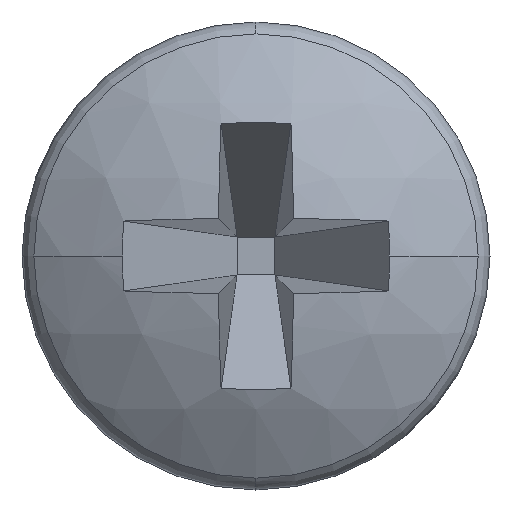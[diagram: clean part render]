
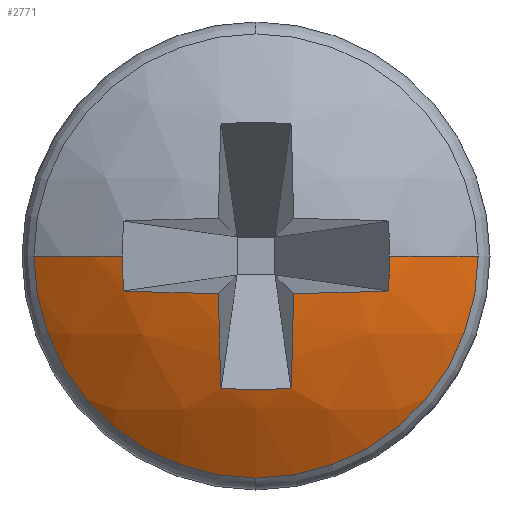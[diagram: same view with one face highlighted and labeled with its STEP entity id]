
A CAD part, left-side view. The second image highlights one B-rep face of the part: STEP entity #2771.
In plain terms, the highlighted spherical face has radius 3.495 mm.
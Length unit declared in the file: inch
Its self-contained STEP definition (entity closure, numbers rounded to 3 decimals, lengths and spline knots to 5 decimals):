
#72 = VERTEX_POINT ( 'NONE', #1266 ) ;
#169 = DIRECTION ( 'NONE',  ( 0., 1., 0. ) ) ;
#220 = DIRECTION ( 'NONE',  ( 0., 0., -1. ) ) ;
#319 = EDGE_CURVE ( 'NONE', #1136, #2892, #1473, .T. ) ;
#408 = AXIS2_PLACEMENT_3D ( 'NONE', #3244, #3254, #644 ) ;
#411 = CARTESIAN_POINT ( 'NONE',  ( 0.02512, 0., -0.07926 ) ) ;
#440 = DIRECTION ( 'NONE',  ( 0., 1., 0. ) ) ;
#441 = DIRECTION ( 'NONE',  ( 0.994, -0.114, 0. ) ) ;
#446 = VERTEX_POINT ( 'NONE', #2294 ) ;
#543 = EDGE_CURVE ( 'NONE', #446, #72, #2257, .T. ) ;
#574 = AXIS2_PLACEMENT_3D ( 'NONE', #2906, #2879, #2846 ) ;
#584 = DIRECTION ( 'NONE',  ( 0., 0., 1. ) ) ;
#593 = CARTESIAN_POINT ( 'NONE',  ( 0.1376, 0., 0. ) ) ;
#644 = DIRECTION ( 'NONE',  ( 0.994, 0., 0.114 ) ) ;
#649 = CARTESIAN_POINT ( 'NONE',  ( 0.1376, 0., 0. ) ) ;
#657 = CARTESIAN_POINT ( 'NONE',  ( 0.00897, 0.01247, -0.04724 ) ) ;
#713 = AXIS2_PLACEMENT_3D ( 'NONE', #3068, #3225, #441 ) ;
#880 = AXIS2_PLACEMENT_3D ( 'NONE', #2317, #3135, #440 ) ;
#885 = EDGE_CURVE ( 'NONE', #913, #2425, #3094, .T. ) ;
#903 = CARTESIAN_POINT ( 'NONE',  ( 0.0013, 0.01335, -0.01335 ) ) ;
#909 = DIRECTION ( 'NONE',  ( -0.777, 0.629, 0. ) ) ;
#913 = VERTEX_POINT ( 'NONE', #2612 ) ;
#971 = CARTESIAN_POINT ( 'NONE',  ( 0.00897, -0.01247, -0.04724 ) ) ;
#1007 = DIRECTION ( 'NONE',  ( -0.114, 0.994, 0. ) ) ;
#1059 = AXIS2_PLACEMENT_3D ( 'NONE', #2243, #2366, #2350 ) ;
#1063 = DIRECTION ( 'NONE',  ( 0.629, 0.777, 0. ) ) ;
#1098 = CARTESIAN_POINT ( 'NONE',  ( 0.10979, -0.03436, 0. ) ) ;
#1119 = DIRECTION ( 'NONE',  ( -1., 0., 0. ) ) ;
#1121 = ORIENTED_EDGE ( 'NONE', *, *, #3226, .F. ) ;
#1136 = VERTEX_POINT ( 'NONE', #903 ) ;
#1201 = ORIENTED_EDGE ( 'NONE', *, *, #543, .F. ) ;
#1266 = CARTESIAN_POINT ( 'NONE',  ( 0.0085, 0.04762, 0. ) ) ;
#1366 = DIRECTION ( 'NONE',  ( -1., 0., 0. ) ) ;
#1398 = ORIENTED_EDGE ( 'NONE', *, *, #2353, .F. ) ;
#1437 = CIRCLE ( 'NONE', #1059, 0.13758 ) ;
#1446 = EDGE_CURVE ( 'NONE', #446, #1962, #2778, .T. ) ;
#1456 = ORIENTED_EDGE ( 'NONE', *, *, #319, .F. ) ;
#1467 = EDGE_CURVE ( 'NONE', #3165, #2892, #3199, .T. ) ;
#1473 = CIRCLE ( 'NONE', #713, 0.13758 ) ;
#1512 = EDGE_CURVE ( 'NONE', #1838, #72, #2089, .T. ) ;
#1520 = SPHERICAL_SURFACE ( 'NONE', #880, 0.1376 ) ;
#1789 = ORIENTED_EDGE ( 'NONE', *, *, #885, .T. ) ;
#1807 = CIRCLE ( 'NONE', #408, 0.13758 ) ;
#1833 = EDGE_CURVE ( 'NONE', #2394, #913, #2671, .T. ) ;
#1838 = VERTEX_POINT ( 'NONE', #2086 ) ;
#1927 = FACE_OUTER_BOUND ( 'NONE', #2927, .T. ) ;
#1933 = ORIENTED_EDGE ( 'NONE', *, *, #1833, .T. ) ;
#1962 = VERTEX_POINT ( 'NONE', #411 ) ;
#2019 = AXIS2_PLACEMENT_3D ( 'NONE', #2036, #1366, #2070 ) ;
#2033 = ORIENTED_EDGE ( 'NONE', *, *, #1467, .T. ) ;
#2036 = CARTESIAN_POINT ( 'NONE',  ( 0.02512, 0., 0. ) ) ;
#2070 = DIRECTION ( 'NONE',  ( 0., 0., 1. ) ) ;
#2086 = CARTESIAN_POINT ( 'NONE',  ( 0.00897, 0.04724, -0.01247 ) ) ;
#2089 = CIRCLE ( 'NONE', #3166, 0.13031 ) ;
#2123 = DIRECTION ( 'NONE',  ( -0.777, 0., -0.629 ) ) ;
#2174 = AXIS2_PLACEMENT_3D ( 'NONE', #2253, #2349, #2123 ) ;
#2243 = CARTESIAN_POINT ( 'NONE',  ( 0.13735, 0., 0.00221 ) ) ;
#2253 = CARTESIAN_POINT ( 'NONE',  ( 0.10979, 0., 0.03436 ) ) ;
#2257 = CIRCLE ( 'NONE', #3229, 0.1376 ) ;
#2294 = CARTESIAN_POINT ( 'NONE',  ( 0.02512, 0.07926, 0. ) ) ;
#2314 = DIRECTION ( 'NONE',  ( 0., 0., 1. ) ) ;
#2317 = CARTESIAN_POINT ( 'NONE',  ( 0.1376, 0., 0. ) ) ;
#2349 = DIRECTION ( 'NONE',  ( 0.629, 0., -0.777 ) ) ;
#2350 = DIRECTION ( 'NONE',  ( 0.994, 0., 0.114 ) ) ;
#2353 = EDGE_CURVE ( 'NONE', #3165, #2942, #2432, .T. ) ;
#2366 = DIRECTION ( 'NONE',  ( -0.114, 0., 0.994 ) ) ;
#2379 = AXIS2_PLACEMENT_3D ( 'NONE', #593, #220, #169 ) ;
#2394 = VERTEX_POINT ( 'NONE', #3201 ) ;
#2425 = VERTEX_POINT ( 'NONE', #3046 ) ;
#2432 = CIRCLE ( 'NONE', #2772, 0.13758 ) ;
#2477 = CARTESIAN_POINT ( 'NONE',  ( 0.0013, -0.01335, -0.01335 ) ) ;
#2496 = CARTESIAN_POINT ( 'NONE',  ( 0.13735, 0.00221, 0. ) ) ;
#2572 = EDGE_CURVE ( 'NONE', #1838, #1136, #1807, .T. ) ;
#2612 = CARTESIAN_POINT ( 'NONE',  ( 0.0085, -0.04762, 0. ) ) ;
#2671 = CIRCLE ( 'NONE', #2379, 0.1376 ) ;
#2708 = EDGE_CURVE ( 'NONE', #1962, #2394, #2989, .T. ) ;
#2716 = ORIENTED_EDGE ( 'NONE', *, *, #2708, .T. ) ;
#2763 = ORIENTED_EDGE ( 'NONE', *, *, #2572, .F. ) ;
#2771 = ADVANCED_FACE ( 'NONE', ( #1927 ), #1520, .T. ) ;
#2772 = AXIS2_PLACEMENT_3D ( 'NONE', #2496, #1007, #2941 ) ;
#2778 = CIRCLE ( 'NONE', #2019, 0.07926 ) ;
#2798 = ORIENTED_EDGE ( 'NONE', *, *, #1512, .T. ) ;
#2823 = DIRECTION ( 'NONE',  ( 1., 0., 0. ) ) ;
#2846 = DIRECTION ( 'NONE',  ( 0.777, 0.629, 0. ) ) ;
#2879 = DIRECTION ( 'NONE',  ( 0.629, -0.777, 0. ) ) ;
#2892 = VERTEX_POINT ( 'NONE', #657 ) ;
#2906 = CARTESIAN_POINT ( 'NONE',  ( 0.10979, 0.03436, 0. ) ) ;
#2907 = CARTESIAN_POINT ( 'NONE',  ( 0.02512, 0., 0. ) ) ;
#2927 = EDGE_LOOP ( 'NONE', ( #2982, #2716, #1933, #1789, #1121, #1398, #2033, #1456, #2763, #2798, #1201 ) ) ;
#2941 = DIRECTION ( 'NONE',  ( -0.994, -0.114, 0. ) ) ;
#2942 = VERTEX_POINT ( 'NONE', #2477 ) ;
#2970 = AXIS2_PLACEMENT_3D ( 'NONE', #2907, #1119, #2314 ) ;
#2982 = ORIENTED_EDGE ( 'NONE', *, *, #1446, .T. ) ;
#2989 = CIRCLE ( 'NONE', #2970, 0.07926 ) ;
#3046 = CARTESIAN_POINT ( 'NONE',  ( 0.00897, -0.04724, -0.01247 ) ) ;
#3068 = CARTESIAN_POINT ( 'NONE',  ( 0.13735, -0.00221, 0. ) ) ;
#3094 = CIRCLE ( 'NONE', #574, 0.13031 ) ;
#3135 = DIRECTION ( 'NONE',  ( 0., 0., -1. ) ) ;
#3165 = VERTEX_POINT ( 'NONE', #971 ) ;
#3166 = AXIS2_PLACEMENT_3D ( 'NONE', #1098, #1063, #909 ) ;
#3199 = CIRCLE ( 'NONE', #2174, 0.13031 ) ;
#3201 = CARTESIAN_POINT ( 'NONE',  ( 0.02512, -0.07926, 0. ) ) ;
#3225 = DIRECTION ( 'NONE',  ( -0.114, -0.994, 0. ) ) ;
#3226 = EDGE_CURVE ( 'NONE', #2942, #2425, #1437, .T. ) ;
#3229 = AXIS2_PLACEMENT_3D ( 'NONE', #649, #584, #2823 ) ;
#3244 = CARTESIAN_POINT ( 'NONE',  ( 0.13735, 0., 0.00221 ) ) ;
#3254 = DIRECTION ( 'NONE',  ( -0.114, 0., 0.994 ) ) ;
